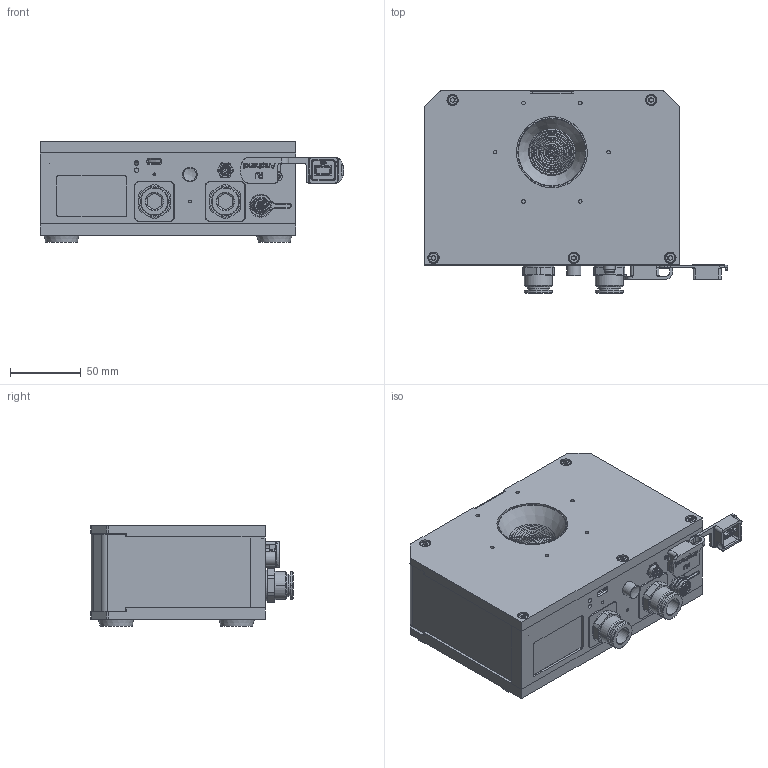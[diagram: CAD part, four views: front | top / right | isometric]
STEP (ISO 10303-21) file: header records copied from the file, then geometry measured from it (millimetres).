
FILE_DESCRIPTION(/* description */ (''),/* implementation_level */ '2;1');
FILE_NAME(/* name */ 'CPM-P-F-1 USS',/* time_stamp */ '2025-01-14T07:56:09+01:00',/* author */ (''),/* organization */ (''),/* preprocessor_version */ 'ST-DEVELOPER v16.5',/* originating_system */ 'HiCAD 2022 2702.5 Build 837',/* authorisation */ '');
FILE_SCHEMA (('AUTOMOTIVE_DESIGN { 1 0 10303 214 1 1 1 1 }'));
Products named in the file (48): Root; CPM-P-F-1_Baugruppe; ELSA-Steckverschraubung G3/8-12; Teil; HR30-8R-12SD; ZpÅ¯Ä; Ü¯¼¬°; Êß¯·Ý; â¹°½; J3; Rotationsteil_0; CPM-Plexi-2; CPM-Z-Anschlussplatte-2015; RJ45_Baugruppe; M-MRJ-538X-01-REVT4; Boss-Extrude2; Boss-Extrude3; ISO 14579-M4x10-10.9_Zylinderkopfschrauben; CPM-M-Frontblech_Kantblech; CPM-M-DECKPLATTE; CPM-M-BODENPLATTE-T; Normteilgruppe _0; ISO 10642-M3x8-A4_Senkschrauben; CPM-RÜCKWAND-USB
Assembly tree (47 placements, depth 4):
  Root
    CPM-P-F-1_Baugruppe
      ELSA-Steckverschraubung G3/8-12
        Teil
        Teil
      ELSA-Steckverschraubung G3/8-12
        Teil
        Teil
      HR30-8R-12SD
        ZpÅ¯Ä
        Ü¯¼¬°
        Êß¯·Ý
        â¹°½
      J3
        Teil
      Rotationsteil_0
      CPM-Plexi-2
      CPM-Z-Anschlussplatte-2015
      RJ45_Baugruppe
        M-MRJ-538X-01-REVT4
        Boss-Extrude2
        Boss-Extrude3
      ISO 14579-M4x10-10.9_Zylinderkopfschrauben
      ISO 14579-M4x10-10.9_Zylinderkopfschrauben
      ISO 14579-M4x10-10.9_Zylinderkopfschrauben
      ISO 14579-M4x10-10.9_Zylinderkopfschrauben
      ISO 14579-M4x10-10.9_Zylinderkopfschrauben
      ISO 14579-M4x10-10.9_Zylinderkopfschrauben
      ISO 14579-M4x10-10.9_Zylinderkopfschrauben
      ISO 14579-M4x10-10.9_Zylinderkopfschrauben
      ISO 14579-M4x10-10.9_Zylinderkopfschrauben
      ISO 14579-M4x10-10.9_Zylinderkopfschrauben
      ISO 14579-M4x10-10.9_Zylinderkopfschrauben
      ISO 14579-M4x10-10.9_Zylinderkopfschrauben
      ISO 14579-M4x10-10.9_Zylinderkopfschrauben
      CPM-M-Frontblech_Kantblech
      CPM-M-DECKPLATTE
      CPM-M-BODENPLATTE-T
      Normteilgruppe _0
        ISO 14579-M4x10-10.9_Zylinderkopfschrauben
        ISO 14579-M4x10-10.9_Zylinderkopfschrauben
        ISO 14579-M4x10-10.9_Zylinderkopfschrauben
      Normteilgruppe _0
        ISO 14579-M4x10-10.9_Zylinderkopfschrauben
      Normteilgruppe _0
        ISO 14579-M4x10-10.9_Zylinderkopfschrauben
      ISO 10642-M3x8-A4_Senkschrauben
      CPM-RÜCKWAND-USB
Bounding box: 214 x 143 x 71 mm (x, y, z)
Volume: 469185.7 mm3; surface area: 221708.2 mm2
Topology: 52 solids, 53 shells, 3639 faces, 9209 edges, 5847 vertices
Faces by surface type: plane 1555, cylinder 1265, bspline 393, cone 263, torus 144, sphere 19
Full cylindrical faces by diameter (mm): 0.3 x12, 0.6 x28, 0.9 x24, 0.97 x12, 1 x8, 1.1 x12, 1.6 x5, 1.9 x1, 2 x1, 2.05 x1, 2.261 x2, 2.5 x9, 2.9 x8, 3 x1, 3.07 x2, 3.1 x4, 3.2 x12, 3.3 x10, 3.47 x1, 4 x18, 4.5 x18, 5 x3, 5.2 x1, 5.5 x1, 6 x1, 6.5 x1, 6.9 x1, 7 x18, 7.5 x1, 8 x30
Entity records: 213363 total; most frequent: CARTESIAN_POINT 46030, PRESENTATION_STYLE_ASSIGNMENT 17204, COLOUR_RGB 17172, DRAUGHTING_PRE_DEFINED_CURVE_FONT 17164, CURVE_STYLE 17164, OVER_RIDING_STYLED_ITEM 17164, ORIENTED_EDGE 17164, DIRECTION 16228
